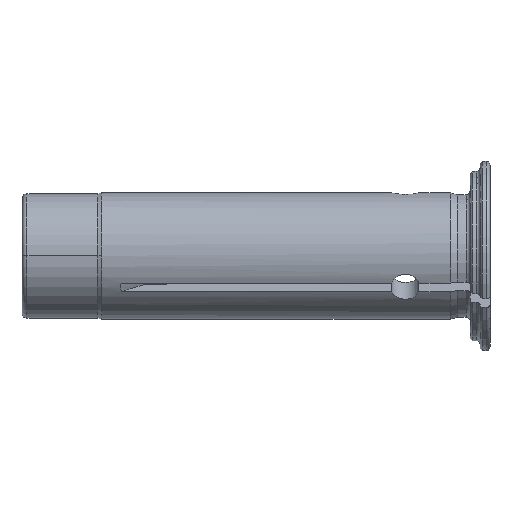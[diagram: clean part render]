
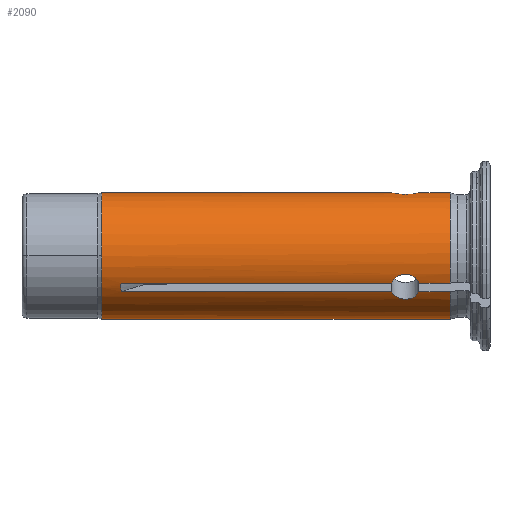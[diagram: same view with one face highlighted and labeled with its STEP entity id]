
A CAD part, top view. The second image highlights one B-rep face of the part: STEP entity #2090.
In plain terms, the highlighted cylindrical face has radius 6.35 mm (diameter 12.7 mm), a partial arc.
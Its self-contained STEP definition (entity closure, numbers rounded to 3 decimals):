
#2=DIRECTION('',(1.,0.,0.));
#3=VECTOR('',#2,27.186);
#4=CARTESIAN_POINT('',(-35.047,-2.732,5.732));
#5=LINE('',#4,#3);
#6=CARTESIAN_POINT('',(-35.047,-3.598,5.232));
#7=CARTESIAN_POINT('',(-35.061,-3.507,5.295));
#8=CARTESIAN_POINT('',(-35.078,-3.32,5.416));
#9=CARTESIAN_POINT('',(-35.078,-3.03,5.584));
#10=CARTESIAN_POINT('',(-35.061,-2.832,5.685));
#11=CARTESIAN_POINT('',(-35.047,-2.732,5.732));
#13=DIRECTION('',(1.,0.,0.));
#14=VECTOR('',#13,27.186);
#15=CARTESIAN_POINT('',(-35.047,-3.598,5.232));
#16=LINE('',#15,#14);
#17=CARTESIAN_POINT('',(-5.139,-3.598,5.232));
#18=CARTESIAN_POINT('',(-5.173,-3.676,5.179));
#19=CARTESIAN_POINT('',(-5.259,-3.819,5.076));
#20=CARTESIAN_POINT('',(-5.439,-4.005,4.93));
#21=CARTESIAN_POINT('',(-5.663,-4.155,4.803));
#22=CARTESIAN_POINT('',(-5.921,-4.264,4.706));
#23=CARTESIAN_POINT('',(-6.204,-4.332,4.643));
#24=CARTESIAN_POINT('',(-6.5,-4.354,4.622));
#25=CARTESIAN_POINT('',(-6.796,-4.332,4.643));
#26=CARTESIAN_POINT('',(-7.079,-4.264,4.706));
#27=CARTESIAN_POINT('',(-7.337,-4.155,4.803));
#28=CARTESIAN_POINT('',(-7.561,-4.005,4.93));
#29=CARTESIAN_POINT('',(-7.741,-3.819,5.076));
#30=CARTESIAN_POINT('',(-7.827,-3.675,5.179));
#31=CARTESIAN_POINT('',(-7.861,-3.598,5.232));
#33=DIRECTION('',(1.,0.,0.));
#34=VECTOR('',#33,3.139);
#35=CARTESIAN_POINT('',(-5.139,-3.598,5.232));
#36=LINE('',#35,#34);
#37=CARTESIAN_POINT('',(-2.,0.,0.));
#38=DIRECTION('',(1.,0.,0.));
#39=DIRECTION('',(0.,-0.567,0.824));
#40=AXIS2_PLACEMENT_3D('',#37,#38,#39);
#42=CARTESIAN_POINT('',(-37.,0.,0.));
#43=DIRECTION('',(1.,0.,0.));
#44=DIRECTION('',(0.,0.,1.));
#45=AXIS2_PLACEMENT_3D('',#42,#43,#44);
#47=CARTESIAN_POINT('',(-37.,0.,0.));
#48=DIRECTION('',(1.,0.,0.));
#49=DIRECTION('',(0.,1.,0.));
#50=AXIS2_PLACEMENT_3D('',#47,#48,#49);
#52=CARTESIAN_POINT('',(-35.047,6.33,0.5));
#53=CARTESIAN_POINT('',(-35.054,6.335,0.444));
#54=CARTESIAN_POINT('',(-35.065,6.342,0.333));
#55=CARTESIAN_POINT('',(-35.075,6.349,0.166));
#56=CARTESIAN_POINT('',(-35.077,6.35,0.055));
#57=CARTESIAN_POINT('',(-35.077,6.35,0.));
#59=DIRECTION('',(1.,0.,0.));
#60=VECTOR('',#59,27.186);
#61=CARTESIAN_POINT('',(-35.047,6.33,0.5));
#62=LINE('',#61,#60);
#63=CARTESIAN_POINT('',(-5.139,6.33,0.5));
#64=CARTESIAN_POINT('',(-5.174,6.323,0.595));
#65=CARTESIAN_POINT('',(-5.261,6.305,0.772));
#66=CARTESIAN_POINT('',(-5.443,6.271,1.008));
#67=CARTESIAN_POINT('',(-5.67,6.236,1.201));
#68=CARTESIAN_POINT('',(-5.931,6.206,1.345));
#69=CARTESIAN_POINT('',(-6.218,6.186,1.433));
#70=CARTESIAN_POINT('',(-6.517,6.18,1.46));
#71=CARTESIAN_POINT('',(-6.814,6.188,1.426));
#72=CARTESIAN_POINT('',(-7.095,6.209,1.333));
#73=CARTESIAN_POINT('',(-7.348,6.239,1.188));
#74=CARTESIAN_POINT('',(-7.567,6.273,0.996));
#75=CARTESIAN_POINT('',(-7.743,6.305,0.765));
#76=CARTESIAN_POINT('',(-7.827,6.323,0.592));
#77=CARTESIAN_POINT('',(-7.861,6.33,0.5));
#79=DIRECTION('',(1.,0.,0.));
#80=VECTOR('',#79,3.139);
#81=CARTESIAN_POINT('',(-5.139,6.33,0.5));
#82=LINE('',#81,#80);
#83=CARTESIAN_POINT('',(-2.,0.,0.));
#84=DIRECTION('',(1.,0.,0.));
#85=DIRECTION('',(0.,0.997,0.079));
#86=AXIS2_PLACEMENT_3D('',#83,#84,#85);
#88=DIRECTION('',(1.,0.,0.));
#89=VECTOR('',#88,3.139);
#90=CARTESIAN_POINT('',(-5.139,-2.732,5.732));
#91=LINE('',#90,#89);
#92=CARTESIAN_POINT('',(-7.861,-2.732,5.732));
#93=CARTESIAN_POINT('',(-7.822,-2.636,5.778));
#94=CARTESIAN_POINT('',(-7.723,-2.457,5.858));
#95=CARTESIAN_POINT('',(-7.513,-2.219,5.951));
#96=CARTESIAN_POINT('',(-7.26,-2.032,6.017));
#97=CARTESIAN_POINT('',(-6.971,-1.9,6.059));
#98=CARTESIAN_POINT('',(-6.657,-1.832,6.08));
#99=CARTESIAN_POINT('',(-6.341,-1.833,6.08));
#100=CARTESIAN_POINT('',(-6.028,-1.901,6.059));
#101=CARTESIAN_POINT('',(-5.739,-2.033,6.017));
#102=CARTESIAN_POINT('',(-5.486,-2.22,5.951));
#103=CARTESIAN_POINT('',(-5.277,-2.457,5.858));
#104=CARTESIAN_POINT('',(-5.178,-2.636,5.778));
#105=CARTESIAN_POINT('',(-5.139,-2.732,5.732));
#1356=DIRECTION('',(-1.,0.,0.));
#1357=VECTOR('',#1356,1.923);
#1358=CARTESIAN_POINT('',(-35.077,6.35,0.));
#1359=LINE('',#1358,#1357);
#1370=DIRECTION('',(-1.,0.,0.));
#1371=VECTOR('',#1370,35.);
#1372=CARTESIAN_POINT('',(-2.,-6.35,0.));
#1373=LINE('',#1372,#1371);
#1727=CARTESIAN_POINT('',(-35.047,6.33,0.5));
#1728=CARTESIAN_POINT('',(-7.861,6.33,0.5));
#1729=VERTEX_POINT('',#1727);
#1730=VERTEX_POINT('',#1728);
#1731=CARTESIAN_POINT('',(-5.139,6.33,0.5));
#1732=CARTESIAN_POINT('',(-2.,6.33,0.5));
#1733=VERTEX_POINT('',#1731);
#1734=VERTEX_POINT('',#1732);
#1735=VERTEX_POINT('',#57);
#1829=CARTESIAN_POINT('',(-35.047,-2.732,
5.732));
#1830=CARTESIAN_POINT('',(-7.861,-2.732,
5.732));
#1831=VERTEX_POINT('',#1829);
#1832=VERTEX_POINT('',#1830);
#1833=CARTESIAN_POINT('',(-5.139,-2.732,
5.732));
#1834=CARTESIAN_POINT('',(-2.,-2.732,5.732));
#1835=VERTEX_POINT('',#1833);
#1836=VERTEX_POINT('',#1834);
#1837=CARTESIAN_POINT('',(-35.047,-3.598,
5.232));
#1838=CARTESIAN_POINT('',(-7.861,-3.598,
5.232));
#1839=VERTEX_POINT('',#1837);
#1840=VERTEX_POINT('',#1838);
#1841=CARTESIAN_POINT('',(-5.139,-3.598,
5.232));
#1842=CARTESIAN_POINT('',(-2.,-3.598,5.232));
#1843=VERTEX_POINT('',#1841);
#1844=VERTEX_POINT('',#1842);
#1923=CARTESIAN_POINT('',(-2.,-6.35,0.));
#1924=VERTEX_POINT('',#1923);
#2025=CARTESIAN_POINT('',(-37.,6.35,0.));
#2026=CARTESIAN_POINT('',(-37.,0.,6.35));
#2027=VERTEX_POINT('',#2025);
#2028=VERTEX_POINT('',#2026);
#2029=CARTESIAN_POINT('',(-37.,-6.35,0.));
#2030=VERTEX_POINT('',#2029);
#2049=CARTESIAN_POINT('',(0.,0.,0.));
#2050=DIRECTION('',(1.,0.,0.));
#2051=DIRECTION('',(0.,-1.,0.));
#2052=AXIS2_PLACEMENT_3D('',#2049,#2050,#2051);
#2053=CYLINDRICAL_SURFACE('',#2052,6.35);
#2055=ORIENTED_EDGE('',*,*,#2054,.F.);
#2057=ORIENTED_EDGE('',*,*,#2056,.F.);
#2059=ORIENTED_EDGE('',*,*,#2058,.T.);
#2061=ORIENTED_EDGE('',*,*,#2060,.F.);
#2063=ORIENTED_EDGE('',*,*,#2062,.T.);
#2065=ORIENTED_EDGE('',*,*,#2064,.T.);
#2067=ORIENTED_EDGE('',*,*,#2066,.T.);
#2069=ORIENTED_EDGE('',*,*,#2068,.F.);
#2071=ORIENTED_EDGE('',*,*,#2070,.F.);
#2073=ORIENTED_EDGE('',*,*,#2072,.F.);
#2075=ORIENTED_EDGE('',*,*,#2074,.F.);
#2077=ORIENTED_EDGE('',*,*,#2076,.T.);
#2079=ORIENTED_EDGE('',*,*,#2078,.F.);
#2081=ORIENTED_EDGE('',*,*,#2080,.T.);
#2083=ORIENTED_EDGE('',*,*,#2082,.T.);
#2085=ORIENTED_EDGE('',*,*,#2084,.F.);
#2087=ORIENTED_EDGE('',*,*,#2086,.F.);
#2088=EDGE_LOOP('',(#2055,#2057,#2059,#2061,#2063,#2065,#2067,#2069,#2071,#2073,
#2075,#2077,#2079,#2081,#2083,#2085,#2087));
#2089=FACE_OUTER_BOUND('',#2088,.F.);
#2090=ADVANCED_FACE('',(#2089),#2053,.T.);
#12=B_SPLINE_CURVE_WITH_KNOTS('',3,(#6,#7,#8,#9,#10,#11),.UNSPECIFIED.,.F.,.F.,(
4,1,1,4),(0.,0.333,0.667,1.),.UNSPECIFIED.);
#32=B_SPLINE_CURVE_WITH_KNOTS('',3,(#17,#18,#19,#20,#21,#22,#23,#24,#25,#26,#27,
#28,#29,#30,#31),.UNSPECIFIED.,.F.,.F.,(4,1,1,1,1,1,1,1,1,1,1,1,4),(0.,
0.083,0.167,0.25,0.333,0.417,
0.5,0.583,0.667,0.75,0.833,
0.917,1.),.UNSPECIFIED.);
#41=CIRCLE('',#40,6.35);
#46=CIRCLE('',#45,6.35);
#51=CIRCLE('',#50,6.35);
#58=B_SPLINE_CURVE_WITH_KNOTS('',3,(#52,#53,#54,#55,#56,#57),.UNSPECIFIED.,.F.,
.F.,(4,1,1,4),(0.,0.333,0.667,1.),.UNSPECIFIED.);
#78=B_SPLINE_CURVE_WITH_KNOTS('',3,(#63,#64,#65,#66,#67,#68,#69,#70,#71,#72,#73,
#74,#75,#76,#77),.UNSPECIFIED.,.F.,.F.,(4,1,1,1,1,1,1,1,1,1,1,1,4),(0.,
0.083,0.167,0.25,0.333,0.417,
0.5,0.583,0.667,0.75,0.833,
0.917,1.),.UNSPECIFIED.);
#87=CIRCLE('',#86,6.35);
#106=B_SPLINE_CURVE_WITH_KNOTS('',3,(#92,#93,#94,#95,#96,#97,#98,#99,#100,#101,
#102,#103,#104,#105),.UNSPECIFIED.,.F.,.F.,(4,1,1,1,1,1,1,1,1,1,1,4),(0.,
0.091,0.182,0.273,0.364,
0.455,0.545,0.636,0.727,
0.818,0.909,1.),.UNSPECIFIED.);
#2054=EDGE_CURVE('',#1831,#1832,#5,.T.);
#2056=EDGE_CURVE('',#1839,#1831,#12,.T.);
#2058=EDGE_CURVE('',#1839,#1840,#16,.T.);
#2060=EDGE_CURVE('',#1843,#1840,#32,.T.);
#2062=EDGE_CURVE('',#1843,#1844,#36,.T.);
#2064=EDGE_CURVE('',#1844,#1924,#41,.T.);
#2066=EDGE_CURVE('',#1924,#2030,#1373,.T.);
#2068=EDGE_CURVE('',#2028,#2030,#46,.T.);
#2070=EDGE_CURVE('',#2027,#2028,#51,.T.);
#2072=EDGE_CURVE('',#1735,#2027,#1359,.T.);
#2074=EDGE_CURVE('',#1729,#1735,#58,.T.);
#2076=EDGE_CURVE('',#1729,#1730,#62,.T.);
#2078=EDGE_CURVE('',#1733,#1730,#78,.T.);
#2080=EDGE_CURVE('',#1733,#1734,#82,.T.);
#2082=EDGE_CURVE('',#1734,#1836,#87,.T.);
#2084=EDGE_CURVE('',#1835,#1836,#91,.T.);
#2086=EDGE_CURVE('',#1832,#1835,#106,.T.);
